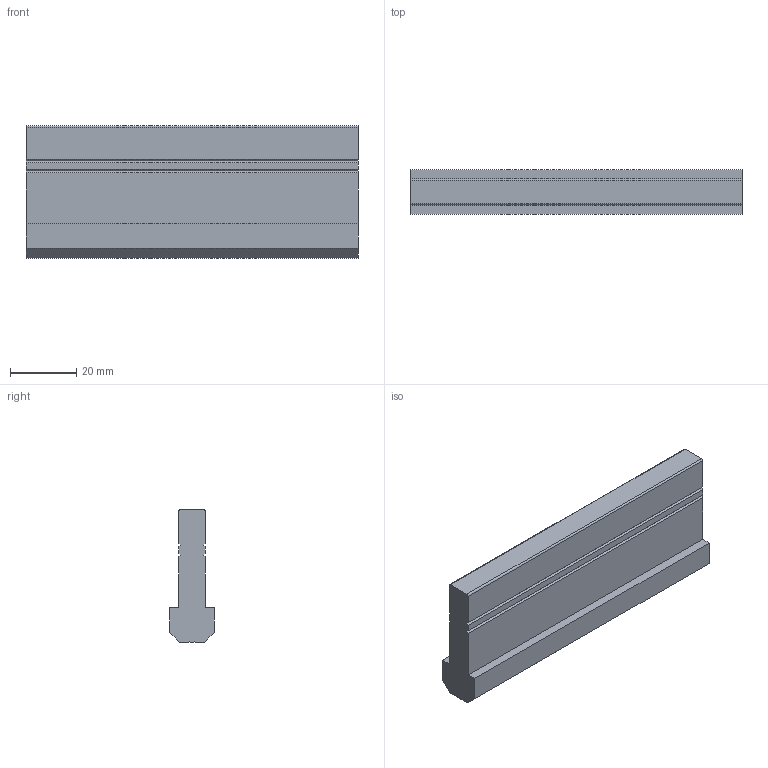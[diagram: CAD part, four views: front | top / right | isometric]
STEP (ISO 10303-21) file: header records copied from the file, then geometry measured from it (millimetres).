
FILE_DESCRIPTION (( 'STEP AP203' ), '1' );
FILE_NAME ('084.514.011.STEP', '2013-01-28T13:22:32', ( 'Alusic' ), ( 'Alusic' ), 'SwSTEP 2.0', 'SolidWorks 2011', '' );
FILE_SCHEMA (( 'CONFIG_CONTROL_DESIGN' ));
Length unit declared in the file: millimetre
Products named in the file (1): 084.514.011
Bounding box: 100 x 13.5 x 40 mm (x, y, z)
Volume: 36754 mm3; surface area: 11245.8 mm2
Topology: 1 solids, 1 shells, 32 faces, 90 edges, 60 vertices
Faces by surface type: plane 28, cylinder 4
Entity records: 1099 total; most frequent: CARTESIAN_POINT 183, ORIENTED_EDGE 180, DIRECTION 164, EDGE_CURVE 90, VECTOR 82, LINE 82, VERTEX_POINT 60, AXIS2_PLACEMENT_3D 41
